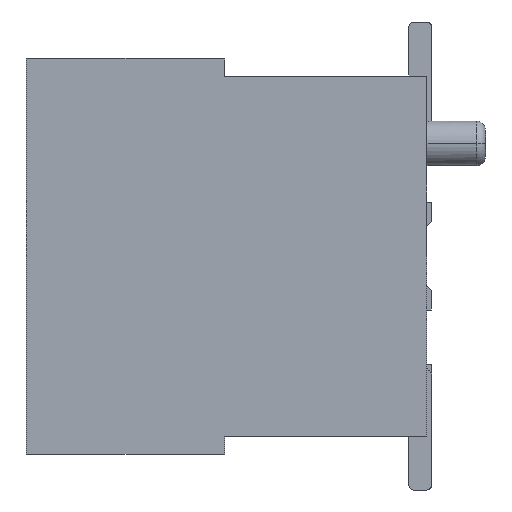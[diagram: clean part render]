
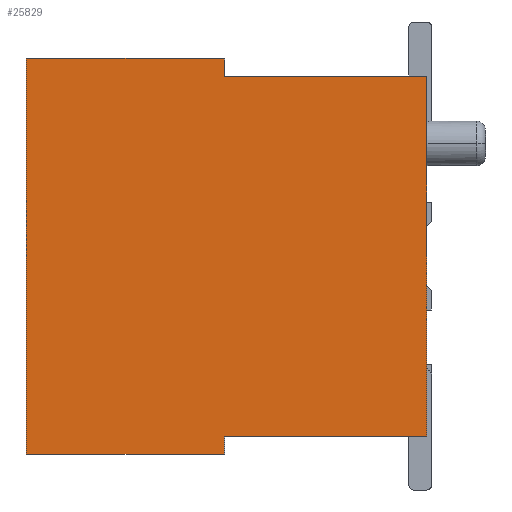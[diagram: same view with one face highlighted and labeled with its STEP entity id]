
A CAD part, left-side view. The second image highlights one B-rep face of the part: STEP entity #25829.
In plain terms, the highlighted planar face has unit normal (-1, 0, 0).
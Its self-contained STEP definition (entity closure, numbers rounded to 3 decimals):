
#369=DIRECTION('',(0.,0.,1.));
#370=VECTOR('',#369,0.2);
#371=CARTESIAN_POINT('',(-1.35,2.25,-2.2));
#372=LINE('',#371,#370);
#381=DIRECTION('',(0.,-1.,0.));
#382=VECTOR('',#381,2.2);
#383=CARTESIAN_POINT('',(-1.35,4.45,-2.2));
#384=LINE('',#383,#382);
#389=DIRECTION('',(0.,0.,-1.));
#390=VECTOR('',#389,4.4);
#391=CARTESIAN_POINT('',(-1.35,4.45,2.2));
#392=LINE('',#391,#390);
#1549=DIRECTION('',(0.,1.,0.));
#1550=VECTOR('',#1549,2.2);
#1551=CARTESIAN_POINT('',(-1.35,2.25,2.2));
#1552=LINE('',#1551,#1550);
#1569=DIRECTION('',(0.,0.,-1.));
#1570=VECTOR('',#1569,0.2);
#1571=CARTESIAN_POINT('',(-1.35,2.25,2.2));
#1572=LINE('',#1571,#1570);
#1573=DIRECTION('',(0.,-1.,0.));
#1574=VECTOR('',#1573,2.25);
#1575=CARTESIAN_POINT('',(-1.35,2.25,2.));
#1576=LINE('',#1575,#1574);
#1577=DIRECTION('',(0.,0.,-1.));
#1578=VECTOR('',#1577,4.);
#1579=CARTESIAN_POINT('',(-1.35,0.,2.));
#1580=LINE('',#1579,#1578);
#1581=DIRECTION('',(0.,1.,0.));
#1582=VECTOR('',#1581,2.25);
#1583=CARTESIAN_POINT('',(-1.35,0.,-2.));
#1584=LINE('',#1583,#1582);
#18327=CARTESIAN_POINT('',(-1.35,0.,2.));
#18328=VERTEX_POINT('',#18327);
#18329=CARTESIAN_POINT('',(-1.35,2.25,2.));
#18330=VERTEX_POINT('',#18329);
#18621=CARTESIAN_POINT('',(-1.35,2.25,-2.));
#18623=VERTEX_POINT('',#18621);
#18625=CARTESIAN_POINT('',(-1.35,0.,-2.));
#18626=VERTEX_POINT('',#18625);
#18634=CARTESIAN_POINT('',(-1.35,2.25,-2.2));
#18636=VERTEX_POINT('',#18634);
#18637=CARTESIAN_POINT('',(-1.35,2.25,2.2));
#18639=VERTEX_POINT('',#18637);
#22457=CARTESIAN_POINT('',(-1.35,4.45,-2.2));
#22459=VERTEX_POINT('',#22457);
#22461=CARTESIAN_POINT('',(-1.35,4.45,2.2));
#22463=VERTEX_POINT('',#22461);
#25813=CARTESIAN_POINT('',(-1.35,1.975,0.));
#25814=DIRECTION('',(1.,0.,0.));
#25815=DIRECTION('',(0.,0.,1.));
#25816=AXIS2_PLACEMENT_3D('',#25813,#25814,#25815);
#25817=PLANE('',#25816);
#25818=ORIENTED_EDGE('',*,*,#24766,.F.);
#25819=ORIENTED_EDGE('',*,*,#24781,.F.);
#25820=ORIENTED_EDGE('',*,*,#24796,.F.);
#25821=ORIENTED_EDGE('',*,*,#25791,.F.);
#25822=ORIENTED_EDGE('',*,*,#25805,.T.);
#25823=ORIENTED_EDGE('',*,*,#24308,.T.);
#25825=ORIENTED_EDGE('',*,*,#25824,.T.);
#25826=ORIENTED_EDGE('',*,*,#24683,.T.);
#25827=EDGE_LOOP('',(#25818,#25819,#25820,#25821,#25822,#25823,#25825,#25826));
#25828=FACE_OUTER_BOUND('',#25827,.F.);
#25829=ADVANCED_FACE('',(#25828),#25817,.F.);
#24308=EDGE_CURVE('',#18330,#18328,#1576,.T.);
#24683=EDGE_CURVE('',#18626,#18623,#1584,.T.);
#24766=EDGE_CURVE('',#18636,#18623,#372,.T.);
#24781=EDGE_CURVE('',#22459,#18636,#384,.T.);
#24796=EDGE_CURVE('',#22463,#22459,#392,.T.);
#25791=EDGE_CURVE('',#18639,#22463,#1552,.T.);
#25805=EDGE_CURVE('',#18639,#18330,#1572,.T.);
#25824=EDGE_CURVE('',#18328,#18626,#1580,.T.);
